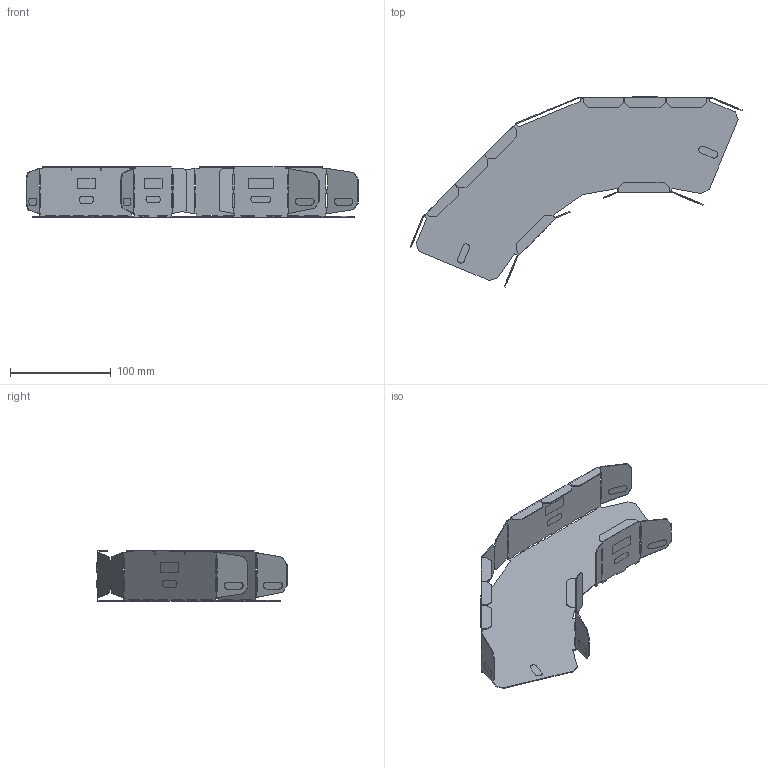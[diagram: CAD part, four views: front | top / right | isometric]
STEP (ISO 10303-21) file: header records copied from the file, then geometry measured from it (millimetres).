
FILE_DESCRIPTION(/* description */ (''),/* implementation_level */ '2;1');
FILE_NAME(/* name */ '485375.stp',/* time_stamp */ '2023-12-19T13:50:01+01:00',/* author */ ('bonnaudn'),/* organization */ (''),/* preprocessor_version */ 'ST-DEVELOPER v19.2',/* originating_system */ 'AutoCAD Mechanical',/* authorisation */ '');
FILE_SCHEMA (('AUTOMOTIVE_DESIGN { 1 0 10303 214 3 1 1 }'));
Length unit declared in the file: millimetre
Products named in the file (1): Product
Bounding box: 329.35 x 188.57 x 50.3 mm (x, y, z)
Volume: 46740.5 mm3; surface area: 123635.7 mm2
Topology: 1 solids, 29 shells, 311 faces, 1147 edges, 802 vertices
Faces by surface type: plane 311
Entity records: 12178 total; most frequent: CARTESIAN_POINT 2261, ORIENTED_EDGE 2182, DIRECTION 1811, EDGE_CURVE 1147, LINE 1107, VECTOR 1107, VERTEX_POINT 802, AXIS2_PLACEMENT_3D 352
